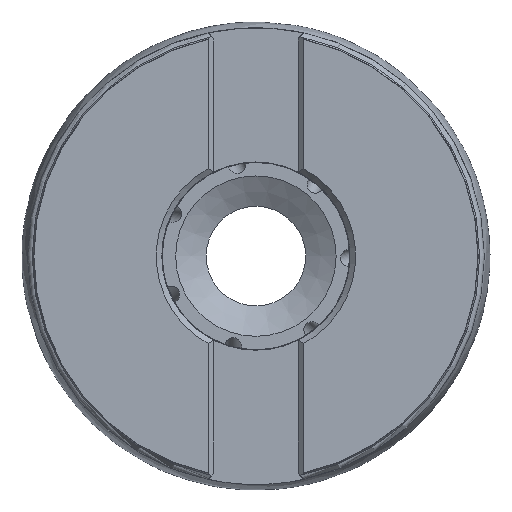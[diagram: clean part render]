
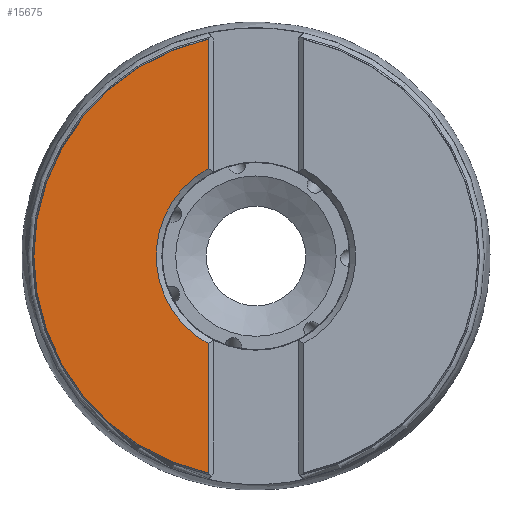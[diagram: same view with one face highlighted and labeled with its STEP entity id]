
A CAD part, left-side view. The second image highlights one B-rep face of the part: STEP entity #15675.
In plain terms, the highlighted planar face has unit normal (-1, 0, 0).
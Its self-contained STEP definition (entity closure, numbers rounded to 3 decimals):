
#103 = DIRECTION ( 'NONE',  ( 0., 0., 1. ) ) ;
#451 = EDGE_LOOP ( 'NONE', ( #16610, #5615, #9427, #18063 ) ) ;
#593 = AXIS2_PLACEMENT_3D ( 'NONE', #18612, #19009, #103 ) ;
#608 = CARTESIAN_POINT ( 'NONE',  ( -48.905, 0., 0. ) ) ;
#1452 = EDGE_CURVE ( 'NONE', #14189, #18746, #10217, .T. ) ;
#1851 = EDGE_CURVE ( 'NONE', #18746, #9646, #3087, .T. ) ;
#1931 = FACE_OUTER_BOUND ( 'NONE', #451, .T. ) ;
#2034 = DIRECTION ( 'NONE',  ( 0., 0., 1. ) ) ;
#2091 = PLANE ( 'NONE',  #15841 ) ;
#2174 = DIRECTION ( 'NONE',  ( 0., 0., 1. ) ) ;
#3087 = LINE ( 'NONE', #3524, #14922 ) ;
#3524 = CARTESIAN_POINT ( 'NONE',  ( -48.905, 8.15, -45. ) ) ;
#3644 = DIRECTION ( 'NONE',  ( -1., 0., 0. ) ) ;
#3911 = DIRECTION ( 'NONE',  ( 0., 0., 1. ) ) ;
#5219 = AXIS2_PLACEMENT_3D ( 'NONE', #608, #11014, #2174 ) ;
#5615 = ORIENTED_EDGE ( 'NONE', *, *, #1452, .T. ) ;
#6629 = CARTESIAN_POINT ( 'NONE',  ( -48.905, 8.15, 37.036 ) ) ;
#6647 = CARTESIAN_POINT ( 'NONE',  ( -48.905, 8.15, -14.948 ) ) ;
#6955 = CARTESIAN_POINT ( 'NONE',  ( -48.905, 8.15, 14.948 ) ) ;
#7823 = EDGE_CURVE ( 'NONE', #18085, #14189, #11686, .T. ) ;
#9427 = ORIENTED_EDGE ( 'NONE', *, *, #1851, .T. ) ;
#9646 = VERTEX_POINT ( 'NONE', #6629 ) ;
#10217 = CIRCLE ( 'NONE', #593, 17.025 ) ;
#11014 = DIRECTION ( 'NONE',  ( 1., 0., 0. ) ) ;
#11063 = CIRCLE ( 'NONE', #5219, 37.922 ) ;
#11686 = LINE ( 'NONE', #17241, #15737 ) ;
#12385 = CARTESIAN_POINT ( 'NONE',  ( -48.905, 0., 0. ) ) ;
#13991 = DIRECTION ( 'NONE',  ( 0., 0., 1. ) ) ;
#14189 = VERTEX_POINT ( 'NONE', #6647 ) ;
#14922 = VECTOR ( 'NONE', #2034, 1000. ) ;
#15186 = EDGE_CURVE ( 'Kante161', #18085, #9646, #11063, .T. ) ;
#15675 = ADVANCED_FACE ( 'NONE', ( #1931 ), #2091, .T. ) ;
#15737 = VECTOR ( 'NONE', #3911, 1000. ) ;
#15841 = AXIS2_PLACEMENT_3D ( 'NONE', #12385, #3644, #13991 ) ;
#16610 = ORIENTED_EDGE ( 'NONE', *, *, #7823, .T. ) ;
#17241 = CARTESIAN_POINT ( 'NONE',  ( -48.905, 8.15, -45. ) ) ;
#18063 = ORIENTED_EDGE ( 'NONE', *, *, #15186, .F. ) ;
#18085 = VERTEX_POINT ( 'NONE', #19378 ) ;
#18612 = CARTESIAN_POINT ( 'NONE',  ( -48.905, 0., 0. ) ) ;
#18746 = VERTEX_POINT ( 'NONE', #6955 ) ;
#19009 = DIRECTION ( 'NONE',  ( 1., 0., 0. ) ) ;
#19378 = CARTESIAN_POINT ( 'NONE',  ( -48.905, 8.15, -37.036 ) ) ;
